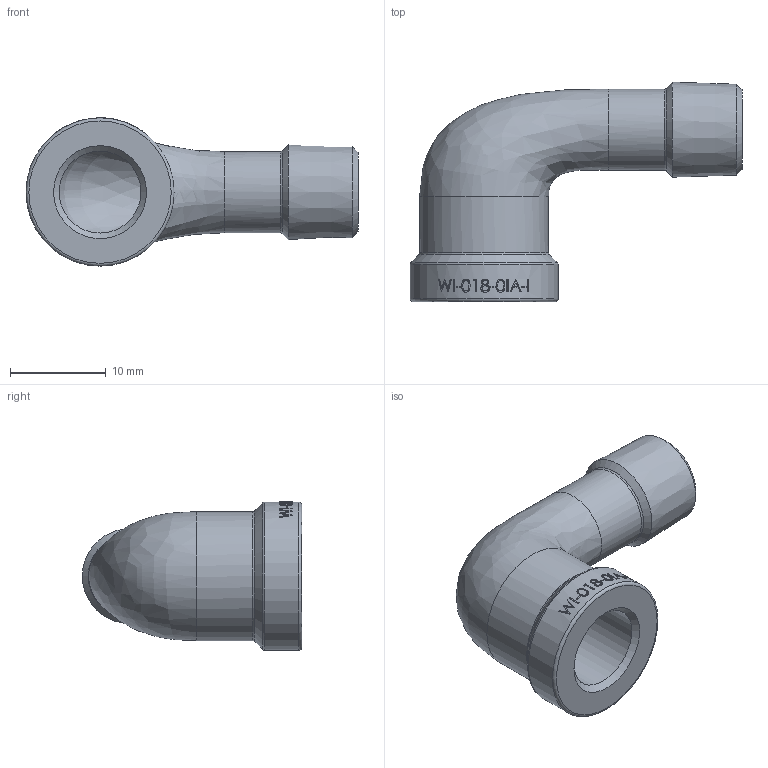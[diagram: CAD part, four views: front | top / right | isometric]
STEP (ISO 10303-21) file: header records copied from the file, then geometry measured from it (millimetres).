
FILE_DESCRIPTION (( 'STEP AP214' ), '1' );
FILE_NAME ('WI-018-0IA-I Winkel IG-AG ISO4144 2306.STEP', '2023-06-06T12:39:19', ( '' ), ( '' ), 'SwSTEP 2.0', 'SolidWorks 2019', '' );
FILE_SCHEMA (( 'AUTOMOTIVE_DESIGN' ));
Length unit declared in the file: millimetre
Products named in the file (1): WI-018-0IA-I Winkel IG-AG ISO4144 2306
Bounding box: 34.75 x 22.97 x 15.53 mm (x, y, z)
Volume: 2365.3 mm3; surface area: 2613.7 mm2
Topology: 1 solids, 1 shells, 128 faces, 320 edges, 210 vertices
Faces by surface type: bspline 52, plane 41, cylinder 23, cone 6, torus 6
Full cylindrical faces by diameter (mm): 5.5 x1, 8.5 x1, 8.566 x1, 10.5 x1, 13.5 x1, 15.5 x1
Entity records: 10642 total; most frequent: CARTESIAN_POINT 6997, ORIENTED_EDGE 578, DIRECTION 348, EDGE_CURVE 289, VERTEX_POINT 200, EDGE_LOOP 167, B_SPLINE_CURVE_WITH_KNOTS 164, AXIS2_PLACEMENT_3D 146
